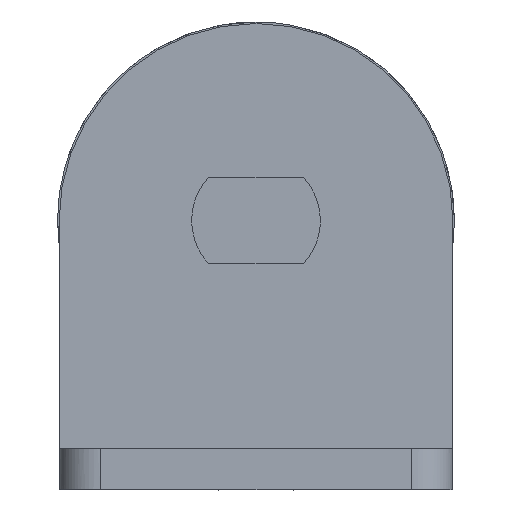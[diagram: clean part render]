
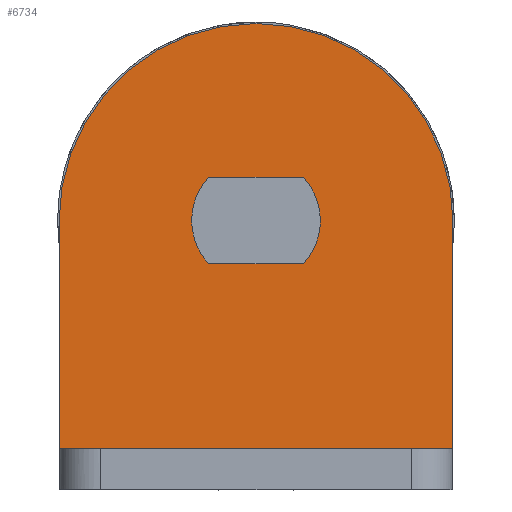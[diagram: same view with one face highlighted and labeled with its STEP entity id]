
A CAD part, left-side view. The second image highlights one B-rep face of the part: STEP entity #6734.
In plain terms, the highlighted free-form (B-spline) face has degree [1, 1] with [2, 2] control points.
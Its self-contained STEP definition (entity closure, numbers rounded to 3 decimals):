
#6200=CARTESIAN_POINT('',(-2.0,-2.241,2.01));
#6201=VERTEX_POINT('',#6200);
#6202=CARTESIAN_POINT('',(-2.0,2.241,2.01));
#6203=VERTEX_POINT('',#6202);
#6204=CARTESIAN_POINT('',(-2.0,-2.241,2.01));
#6205=CARTESIAN_POINT('',(-2.0,2.241,2.01));
#6206=QUASI_UNIFORM_CURVE('',1,(#6204,#6205),.UNSPECIFIED.,.F.,.U.);
#6207=EDGE_CURVE('',#6201,#6203,#6206,.T.);
#6245=CARTESIAN_POINT('',(-2.0,-2.241,-2.01));
#6246=VERTEX_POINT('',#6245);
#6247=CARTESIAN_POINT('',(-2.0,-2.241,-2.01));
#6248=CARTESIAN_POINT('',(-2.,-2.371,-1.865));
#6249=CARTESIAN_POINT('',(-2.,-2.603,-1.549));
#6250=CARTESIAN_POINT('',(-2.0,-2.858,-1.008));
#6251=CARTESIAN_POINT('',(-2.,-3.008,-0.392));
#6252=CARTESIAN_POINT('',(-2.,-3.022,0.196));
#6253=CARTESIAN_POINT('',(-2.,-2.925,0.775));
#6254=CARTESIAN_POINT('',(-2.,-2.708,1.382));
#6255=CARTESIAN_POINT('',(-2.,-2.432,1.797));
#6256=CARTESIAN_POINT('',(-2.0,-2.241,2.01));
#6257=B_SPLINE_CURVE_WITH_KNOTS('',3,(#6247,#6248,#6249,#6250,#6251,#6252,#6253,#6254,#6255,#6256),.UNSPECIFIED.,.F.,.U.,(4,1,1,1,1,1,1,4),(0.,0.585,1.169,1.788,2.476,2.923,3.542,4.402),.UNSPECIFIED.);
#6258=EDGE_CURVE('',#6246,#6201,#6257,.T.);
#6289=CARTESIAN_POINT('',(-2.0,2.241,-2.01));
#6290=VERTEX_POINT('',#6289);
#6291=CARTESIAN_POINT('',(-2.0,2.241,-2.01));
#6292=CARTESIAN_POINT('',(-2.0,-2.241,-2.01));
#6293=QUASI_UNIFORM_CURVE('',1,(#6291,#6292),.UNSPECIFIED.,.F.,.U.);
#6294=EDGE_CURVE('',#6290,#6246,#6293,.T.);
#6326=CARTESIAN_POINT('',(-2.0,2.241,2.01));
#6327=CARTESIAN_POINT('',(-2.,2.371,1.865));
#6328=CARTESIAN_POINT('',(-2.,2.603,1.549));
#6329=CARTESIAN_POINT('',(-2.,2.877,0.966));
#6330=CARTESIAN_POINT('',(-2.,3.042,0.221));
#6331=CARTESIAN_POINT('',(-2.,2.991,-0.578));
#6332=CARTESIAN_POINT('',(-2.,2.721,-1.363));
#6333=CARTESIAN_POINT('',(-2.,2.432,-1.797));
#6334=CARTESIAN_POINT('',(-2.0,2.241,-2.01));
#6335=B_SPLINE_CURVE_WITH_KNOTS('',3,(#6326,#6327,#6328,#6329,#6330,#6331,#6332,#6333,#6334),.UNSPECIFIED.,.F.,.U.,(4,1,1,1,1,1,4),(0.,0.585,1.169,1.926,2.854,3.542,4.402),.UNSPECIFIED.);
#6336=EDGE_CURVE('',#6203,#6290,#6335,.T.);
#6621=CARTESIAN_POINT('',(-2.0,9.5,0.));
#6622=VERTEX_POINT('',#6621);
#6628=CARTESIAN_POINT('',(-2.0,0.,9.5));
#6629=VERTEX_POINT('',#6628);
#6630=CARTESIAN_POINT('',(-2.0,0.,9.5));
#6631=CARTESIAN_POINT('',(-2.,0.311,9.5));
#6632=CARTESIAN_POINT('',(-2.0,0.641,9.484));
#6633=CARTESIAN_POINT('',(-2.,0.989,9.448));
#6634=CARTESIAN_POINT('',(-2.0,1.047,9.442));
#6635=CARTESIAN_POINT('',(-2.0,1.124,9.433));
#6636=CARTESIAN_POINT('',(-2.,1.703,9.362));
#6637=CARTESIAN_POINT('',(-2.,2.637,9.161));
#6638=CARTESIAN_POINT('',(-2.,3.969,8.666));
#6639=CARTESIAN_POINT('',(-2.,5.408,7.885));
#6640=CARTESIAN_POINT('',(-2.,6.386,7.073));
#6641=CARTESIAN_POINT('',(-2.,6.92,6.508));
#6642=CARTESIAN_POINT('',(-2.,6.96,6.466));
#6643=CARTESIAN_POINT('',(-2.,7.013,6.409));
#6644=CARTESIAN_POINT('',(-2.,7.235,6.164));
#6645=CARTESIAN_POINT('',(-2.,7.457,5.893));
#6646=CARTESIAN_POINT('',(-2.0,7.654,5.628));
#6647=CARTESIAN_POINT('',(-2.0,7.711,5.549));
#6648=CARTESIAN_POINT('',(-2.0,7.756,5.486));
#6649=CARTESIAN_POINT('',(-2.0,7.8,5.422));
#6650=CARTESIAN_POINT('',(-2.,7.845,5.359));
#6651=CARTESIAN_POINT('',(-2.,8.095,4.988));
#6652=CARTESIAN_POINT('',(-2.,8.546,4.215));
#6653=CARTESIAN_POINT('',(-2.,8.994,3.135));
#6654=CARTESIAN_POINT('',(-2.,9.388,1.71));
#6655=CARTESIAN_POINT('',(-2.,9.5,0.7));
#6656=CARTESIAN_POINT('',(-2.0,9.5,0.));
#6657=B_SPLINE_CURVE_WITH_KNOTS('',3,(#6630,#6631,#6632,#6633,#6634,#6635,#6636,#6637,#6638,#6639,#6640,#6641,#6642,#6643,#6644,#6645,#6646,#6647,#6648,#6649,#6650,#6651,#6652,#6653,#6654,#6655,#6656),.UNSPECIFIED.,.F.,.U.,(4,1,1,1,1,1,1,1,1,1,1,1,1,1,1,1,1,1,1,1,1,1,1,1,4),(0.,0.933,0.991,1.049,1.108,1.224,2.798,3.964,5.48,7.695,7.753,7.811,7.869,7.986,8.802,8.919,8.977,9.094,9.152,9.21,9.327,10.493,11.892,12.824,14.923),.UNSPECIFIED.);
#6658=EDGE_CURVE('',#6629,#6622,#6657,.T.);
#6660=CARTESIAN_POINT('',(-2.0,-9.5,0.0));
#6661=VERTEX_POINT('',#6660);
#6662=CARTESIAN_POINT('',(-2.0,-9.5,0.0));
#6663=CARTESIAN_POINT('',(-2.0,-9.5,0.311));
#6664=CARTESIAN_POINT('',(-2.,-9.484,0.641));
#6665=CARTESIAN_POINT('',(-2.,-9.448,0.989));
#6666=CARTESIAN_POINT('',(-2.0,-9.442,1.047));
#6667=CARTESIAN_POINT('',(-2.0,-9.433,1.124));
#6668=CARTESIAN_POINT('',(-2.,-9.381,1.549));
#6669=CARTESIAN_POINT('',(-2.,-9.218,2.409));
#6670=CARTESIAN_POINT('',(-2.,-8.748,3.834));
#6671=CARTESIAN_POINT('',(-2.,-7.891,5.414));
#6672=CARTESIAN_POINT('',(-2.,-7.017,6.44));
#6673=CARTESIAN_POINT('',(-2.,-6.508,6.92));
#6674=CARTESIAN_POINT('',(-2.,-6.466,6.96));
#6675=CARTESIAN_POINT('',(-2.,-6.409,7.013));
#6676=CARTESIAN_POINT('',(-2.0,-6.164,7.235));
#6677=CARTESIAN_POINT('',(-2.0,-5.893,7.457));
#6678=CARTESIAN_POINT('',(-2.0,-5.628,7.654));
#6679=CARTESIAN_POINT('',(-2.0,-5.549,7.711));
#6680=CARTESIAN_POINT('',(-2.0,-5.486,7.756));
#6681=CARTESIAN_POINT('',(-2.0,-5.422,7.8));
#6682=CARTESIAN_POINT('',(-2.0,-5.359,7.845));
#6683=CARTESIAN_POINT('',(-2.,-4.924,8.139));
#6684=CARTESIAN_POINT('',(-2.,-4.076,8.619));
#6685=CARTESIAN_POINT('',(-2.,-2.913,9.068));
#6686=CARTESIAN_POINT('',(-2.,-1.554,9.408));
#6687=CARTESIAN_POINT('',(-2.,-0.622,9.5));
#6688=CARTESIAN_POINT('',(-2.0,0.,9.5));
#6689=B_SPLINE_CURVE_WITH_KNOTS('',3,(#6662,#6663,#6664,#6665,#6666,#6667,#6668,#6669,#6670,#6671,#6672,#6673,#6674,#6675,#6676,#6677,#6678,#6679,#6680,#6681,#6682,#6683,#6684,#6685,#6686,#6687,#6688),.UNSPECIFIED.,.F.,.U.,(4,1,1,1,1,1,1,1,1,1,1,1,1,1,1,1,1,1,1,1,1,1,1,1,4),(0.,0.933,0.991,1.049,1.108,1.224,2.332,3.731,5.713,7.695,7.753,7.811,7.869,7.986,8.802,8.919,8.977,9.094,9.152,9.21,9.327,10.726,12.125,13.057,14.923),.UNSPECIFIED.);
#6690=EDGE_CURVE('',#6661,#6629,#6689,.T.);
#6700=CARTESIAN_POINT('',(-2.0,10.449,-12.024));
#6701=CARTESIAN_POINT('',(-2.0,-10.449,-12.024));
#6702=CARTESIAN_POINT('',(-2.0,10.449,10.524));
#6703=CARTESIAN_POINT('',(-2.0,-10.449,10.524));
#6704=B_SPLINE_SURFACE_WITH_KNOTS('',1,1,((#6700,#6702),(#6701,#6703)),.UNSPECIFIED.,.F.,.F.,.U.,(2,2),(2,2),(0.0,20.898),(0.0,22.548),.UNSPECIFIED.);
#6705=CARTESIAN_POINT('',(-2.0,-9.5,-11.0));
#6706=VERTEX_POINT('',#6705);
#6707=CARTESIAN_POINT('',(-2.0,9.5,-11.0));
#6708=VERTEX_POINT('',#6707);
#6709=CARTESIAN_POINT('',(-2.0,-9.5,-11.0));
#6710=CARTESIAN_POINT('',(-2.0,9.5,-11.0));
#6711=QUASI_UNIFORM_CURVE('',1,(#6709,#6710),.UNSPECIFIED.,.F.,.U.);
#6712=EDGE_CURVE('',#6706,#6708,#6711,.T.);
#6713=ORIENTED_EDGE('',*,*,#6712,.F.);
#6714=CARTESIAN_POINT('',(-2.0,-9.5,-11.0));
#6715=CARTESIAN_POINT('',(-2.0,-9.5,0.0));
#6716=QUASI_UNIFORM_CURVE('',1,(#6714,#6715),.UNSPECIFIED.,.F.,.U.);
#6717=EDGE_CURVE('',#6706,#6661,#6716,.T.);
#6718=ORIENTED_EDGE('',*,*,#6717,.T.);
#6719=ORIENTED_EDGE('',*,*,#6690,.T.);
#6720=ORIENTED_EDGE('',*,*,#6658,.T.);
#6721=CARTESIAN_POINT('',(-2.0,9.5,0.));
#6722=CARTESIAN_POINT('',(-2.0,9.5,-11.0));
#6723=QUASI_UNIFORM_CURVE('',1,(#6721,#6722),.UNSPECIFIED.,.F.,.U.);
#6724=EDGE_CURVE('',#6622,#6708,#6723,.T.);
#6725=ORIENTED_EDGE('',*,*,#6724,.T.);
#6726=EDGE_LOOP('',(#6713,#6718,#6719,#6720,#6725));
#6727=FACE_OUTER_BOUND('',#6726,.T.);
#6728=ORIENTED_EDGE('',*,*,#6336,.F.);
#6729=ORIENTED_EDGE('',*,*,#6207,.F.);
#6730=ORIENTED_EDGE('',*,*,#6258,.F.);
#6731=ORIENTED_EDGE('',*,*,#6294,.F.);
#6732=EDGE_LOOP('',(#6728,#6729,#6730,#6731));
#6733=FACE_BOUND('',#6732,.T.);
#6734=ADVANCED_FACE('',(#6727,#6733),#6704,.T.);
